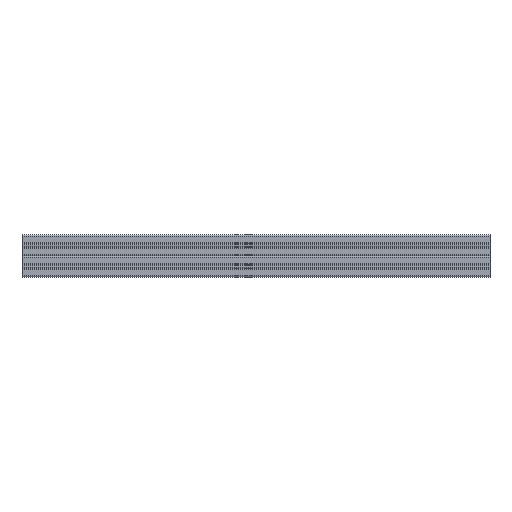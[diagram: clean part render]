
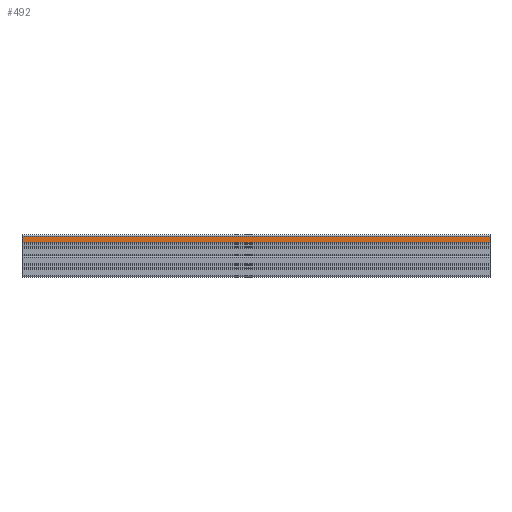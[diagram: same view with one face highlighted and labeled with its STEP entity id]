
A CAD part, left-side view. The second image highlights one B-rep face of the part: STEP entity #492.
In plain terms, the highlighted planar face has unit normal (-1, 0, 0).
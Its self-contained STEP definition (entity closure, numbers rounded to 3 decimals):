
#492=ADVANCED_FACE('',(#1426),#1427,.F.);
#1426=FACE_OUTER_BOUND('',#2594,.T.);
#1427=PLANE('',#2595);
#2594=EDGE_LOOP('',(#6573,#6574,#6575,#6576));
#2595=AXIS2_PLACEMENT_3D('',#6577,#6578,#6579);
#6573=ORIENTED_EDGE('',*,*,#9635,.F.);
#6574=ORIENTED_EDGE('',*,*,#9700,.F.);
#6575=ORIENTED_EDGE('',*,*,#8552,.F.);
#6576=ORIENTED_EDGE('',*,*,#9699,.T.);
#6577=CARTESIAN_POINT('',(0.,50500.0,35.4));
#6578=DIRECTION('',(1.0,0.,0.));
#6579=DIRECTION('',(0.,0.,-1.0));
#8552=EDGE_CURVE('',#10601,#10603,#10604,.T.);
#9635=EDGE_CURVE('',#12462,#12464,#12465,.T.);
#9699=EDGE_CURVE('',#10601,#12464,#12559,.T.);
#9700=EDGE_CURVE('',#10603,#12462,#12560,.T.);
#10601=VERTEX_POINT('',#13576);
#10603=VERTEX_POINT('',#13578);
#10604=LINE('',#13579,#13580);
#12462=VERTEX_POINT('',#16079);
#12464=VERTEX_POINT('',#16081);
#12465=LINE('',#16082,#16083);
#12559=LINE('',#16224,#16225);
#12560=LINE('',#16226,#16227);
#13576=CARTESIAN_POINT('',(0.,1000.0,28.8));
#13578=CARTESIAN_POINT('',(0.,1000.0,42.));
#13579=CARTESIAN_POINT('',(0.,1000.0,35.4));
#13580=VECTOR('',#17466,1.0);
#16079=CARTESIAN_POINT('',(0.,0.0,42.));
#16081=CARTESIAN_POINT('',(0.,0.0,28.8));
#16082=CARTESIAN_POINT('',(0.,0.0,35.4));
#16083=VECTOR('',#19431,1.0);
#16224=CARTESIAN_POINT('',(0.,50500.0,28.8));
#16225=VECTOR('',#19527,1.0);
#16226=CARTESIAN_POINT('',(0.,50500.0,42.));
#16227=VECTOR('',#19528,1.0);
#17466=DIRECTION('',(0.,0.,1.0));
#19431=DIRECTION('',(0.,0.,-1.0));
#19527=DIRECTION('',(0.,-1.0,0.0));
#19528=DIRECTION('',(0.,-1.0,0.0));
